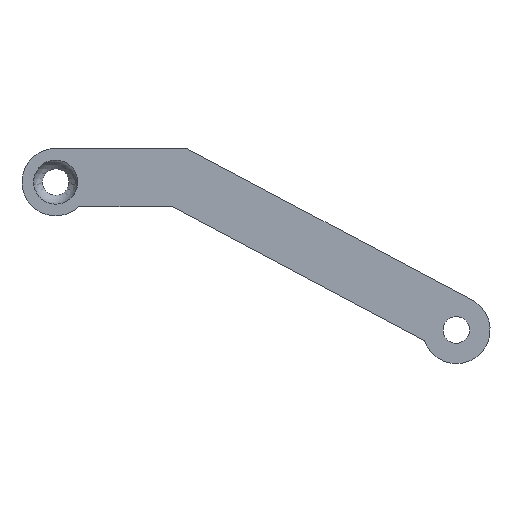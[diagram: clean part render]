
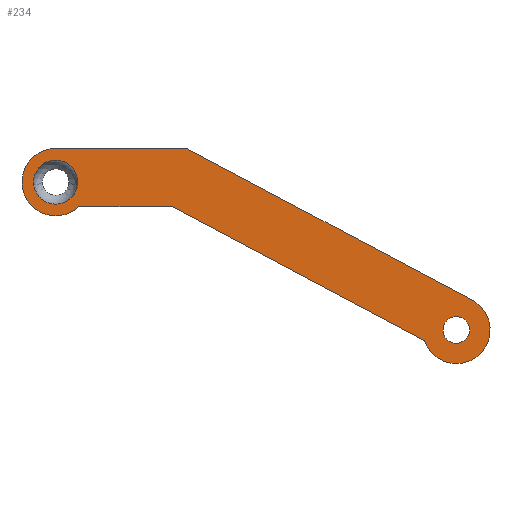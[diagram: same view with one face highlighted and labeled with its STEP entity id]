
A CAD part, front view. The second image highlights one B-rep face of the part: STEP entity #234.
In plain terms, the highlighted planar face has unit normal (0, -1, 0).
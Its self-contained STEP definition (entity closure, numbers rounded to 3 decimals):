
#29=FACE_BOUND('',#77,.T.);
#30=FACE_BOUND('',#78,.T.);
#33=CIRCLE('',#257,2.75);
#36=CIRCLE('',#261,1.083);
#41=CIRCLE('',#269,1.8);
#44=CIRCLE('',#274,2.75);
#58=FACE_OUTER_BOUND('',#76,.T.);
#76=EDGE_LOOP('',(#203,#204,#205,#206,#207,#208));
#77=EDGE_LOOP('',(#209));
#78=EDGE_LOOP('',(#210));
#83=LINE('',#363,#99);
#87=LINE('',#370,#103);
#91=LINE('',#379,#107);
#95=LINE('',#414,#111);
#99=VECTOR('',#289,10.);
#103=VECTOR('',#295,10.);
#107=VECTOR('',#301,10.);
#111=VECTOR('',#343,10.);
#115=VERTEX_POINT('',#360);
#116=VERTEX_POINT('',#362);
#118=VERTEX_POINT('',#368);
#120=VERTEX_POINT('',#373);
#122=VERTEX_POINT('',#377);
#125=VERTEX_POINT('',#387);
#130=VERTEX_POINT('',#402);
#134=VERTEX_POINT('',#412);
#137=EDGE_CURVE('',#116,#115,#83,.T.);
#141=EDGE_CURVE('',#115,#118,#87,.T.);
#145=EDGE_CURVE('',#122,#120,#91,.T.);
#146=EDGE_CURVE('',#122,#116,#33,.T.);
#149=EDGE_CURVE('',#125,#125,#36,.T.);
#156=EDGE_CURVE('',#130,#130,#41,.F.);
#160=EDGE_CURVE('',#134,#118,#44,.T.);
#161=EDGE_CURVE('',#120,#134,#95,.T.);
#203=ORIENTED_EDGE('',*,*,#160,.F.);
#204=ORIENTED_EDGE('',*,*,#161,.F.);
#205=ORIENTED_EDGE('',*,*,#145,.F.);
#206=ORIENTED_EDGE('',*,*,#146,.T.);
#207=ORIENTED_EDGE('',*,*,#137,.T.);
#208=ORIENTED_EDGE('',*,*,#141,.T.);
#209=ORIENTED_EDGE('',*,*,#149,.F.);
#210=ORIENTED_EDGE('',*,*,#156,.T.);
#223=PLANE('',#273);
#234=ADVANCED_FACE('',(#58,#29,#30),#223,.T.);
#257=AXIS2_PLACEMENT_3D('',#381,#304,#305);
#261=AXIS2_PLACEMENT_3D('',#388,#312,#313);
#269=AXIS2_PLACEMENT_3D('',#403,#330,#331);
#273=AXIS2_PLACEMENT_3D('',#411,#339,#340);
#274=AXIS2_PLACEMENT_3D('',#413,#341,#342);
#289=DIRECTION('',(-0.884,0.,0.468));
#295=DIRECTION('',(-1.,0.,-0.001));
#301=DIRECTION('',(-0.884,0.,0.468));
#304=DIRECTION('center_axis',(0.,-1.,0.));
#305=DIRECTION('ref_axis',(-1.,0.,0.));
#312=DIRECTION('center_axis',(0.,-1.,0.));
#313=DIRECTION('ref_axis',(0.,0.,1.));
#330=DIRECTION('center_axis',(0.,-1.,0.));
#331=DIRECTION('ref_axis',(1.,0.,0.002));
#339=DIRECTION('center_axis',(0.,-1.,0.));
#340=DIRECTION('ref_axis',(0.,0.,1.));
#341=DIRECTION('center_axis',(0.,1.,0.));
#342=DIRECTION('ref_axis',(-1.,0.,0.));
#343=DIRECTION('',(-1.,0.,-0.002));
#360=CARTESIAN_POINT('',(-32.001,2.978,-105.237));
#362=CARTESIAN_POINT('',(-8.713,2.978,-117.57));
#363=CARTESIAN_POINT('',(-32.001,2.978,-105.237));
#368=CARTESIAN_POINT('',(-42.694,2.978,-105.251));
#370=CARTESIAN_POINT('',(-42.694,2.978,-105.251));
#373=CARTESIAN_POINT('',(-33.186,2.978,-109.985));
#377=CARTESIAN_POINT('',(-12.604,2.978,-120.884));
#379=CARTESIAN_POINT('',(-29.584,2.978,-111.892));
#381=CARTESIAN_POINT('Origin',(-10.,2.978,-120.));
#387=CARTESIAN_POINT('',(-10.,2.978,-121.083));
#388=CARTESIAN_POINT('Origin',(-10.,2.978,-120.));
#402=CARTESIAN_POINT('',(-44.49,2.978,-108.004));
#403=CARTESIAN_POINT('Origin',(-42.69,2.978,-108.001));
#411=CARTESIAN_POINT('Origin',(-26.603,2.978,-114.001));
#412=CARTESIAN_POINT('',(-40.799,2.978,-109.998));
#413=CARTESIAN_POINT('Origin',(-42.69,2.978,-108.001));
#414=CARTESIAN_POINT('',(-33.705,2.978,-109.986));
